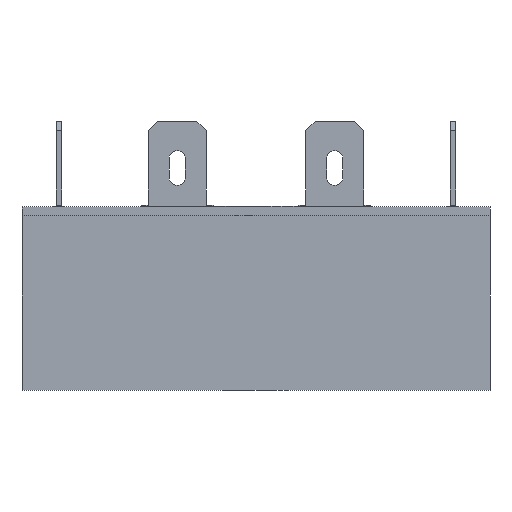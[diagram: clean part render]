
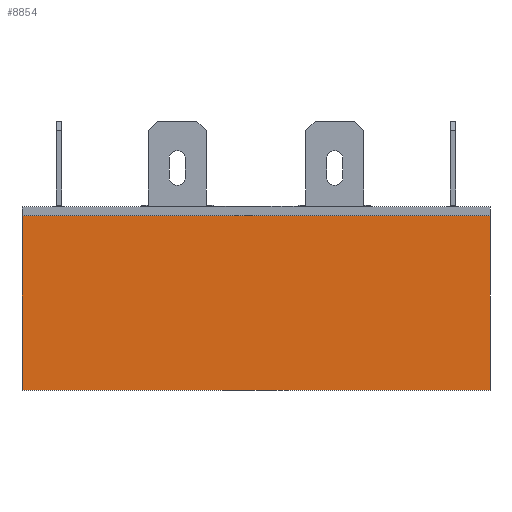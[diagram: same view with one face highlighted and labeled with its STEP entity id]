
A CAD part, left-side view. The second image highlights one B-rep face of the part: STEP entity #8854.
In plain terms, the highlighted planar face has unit normal (-1, 0, 0).
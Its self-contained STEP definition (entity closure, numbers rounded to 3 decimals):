
#105 = CARTESIAN_POINT ( 'NONE',  ( -25.654, 25.654, -19.152 ) ) ;
#267 = VERTEX_POINT ( 'NONE', #4876 ) ;
#591 = LINE ( 'NONE', #105, #7152 ) ;
#621 = EDGE_CURVE ( 'NONE', #7395, #6183, #8142, .T. ) ;
#784 = CARTESIAN_POINT ( 'NONE',  ( -25.654, 25.654, -19.152 ) ) ;
#1083 = VERTEX_POINT ( 'NONE', #6162 ) ;
#1468 = VECTOR ( 'NONE', #3421, 1000. ) ;
#1508 = DIRECTION ( 'NONE',  ( -1., 0., 0. ) ) ;
#1687 = FACE_OUTER_BOUND ( 'NONE', #2188, .T. ) ;
#1883 = LINE ( 'NONE', #6526, #4760 ) ;
#1941 = CARTESIAN_POINT ( 'NONE',  ( -25.654, 25.654, -19.152 ) ) ;
#2188 = EDGE_LOOP ( 'NONE', ( #7705, #8439, #6102, #7440 ) ) ;
#2769 = EDGE_CURVE ( 'NONE', #267, #1083, #1883, .T. ) ;
#2866 = CARTESIAN_POINT ( 'NONE',  ( -25.654, 25.654, -19.152 ) ) ;
#3021 = LINE ( 'NONE', #4921, #4145 ) ;
#3421 = DIRECTION ( 'NONE',  ( 0., 0., 1. ) ) ;
#3870 = AXIS2_PLACEMENT_3D ( 'NONE', #784, #1508, #6279 ) ;
#4139 = DIRECTION ( 'NONE',  ( 0., -1., 0. ) ) ;
#4145 = VECTOR ( 'NONE', #6269, 1000. ) ;
#4760 = VECTOR ( 'NONE', #5256, 1000. ) ;
#4876 = CARTESIAN_POINT ( 'NONE',  ( -25.654, -25.654, -19.152 ) ) ;
#4921 = CARTESIAN_POINT ( 'NONE',  ( -25.654, 25.654, 0. ) ) ;
#5256 = DIRECTION ( 'NONE',  ( 0., 0., 1. ) ) ;
#6102 = ORIENTED_EDGE ( 'NONE', *, *, #6256, .T. ) ;
#6162 = CARTESIAN_POINT ( 'NONE',  ( -25.654, -25.654, 0. ) ) ;
#6183 = VERTEX_POINT ( 'NONE', #7329 ) ;
#6256 = EDGE_CURVE ( 'NONE', #7395, #267, #591, .T. ) ;
#6269 = DIRECTION ( 'NONE',  ( 0., -1., 0. ) ) ;
#6279 = DIRECTION ( 'NONE',  ( 0., 0., 1. ) ) ;
#6526 = CARTESIAN_POINT ( 'NONE',  ( -25.654, -25.654, -19.152 ) ) ;
#6603 = EDGE_CURVE ( 'NONE', #6183, #1083, #3021, .T. ) ;
#6945 = PLANE ( 'NONE',  #3870 ) ;
#7152 = VECTOR ( 'NONE', #4139, 1000. ) ;
#7329 = CARTESIAN_POINT ( 'NONE',  ( -25.654, 25.654, 0. ) ) ;
#7395 = VERTEX_POINT ( 'NONE', #2866 ) ;
#7440 = ORIENTED_EDGE ( 'NONE', *, *, #2769, .T. ) ;
#7705 = ORIENTED_EDGE ( 'NONE', *, *, #6603, .F. ) ;
#8142 = LINE ( 'NONE', #1941, #1468 ) ;
#8439 = ORIENTED_EDGE ( 'NONE', *, *, #621, .F. ) ;
#8854 = ADVANCED_FACE ( 'NONE', ( #1687 ), #6945, .T. ) ;
